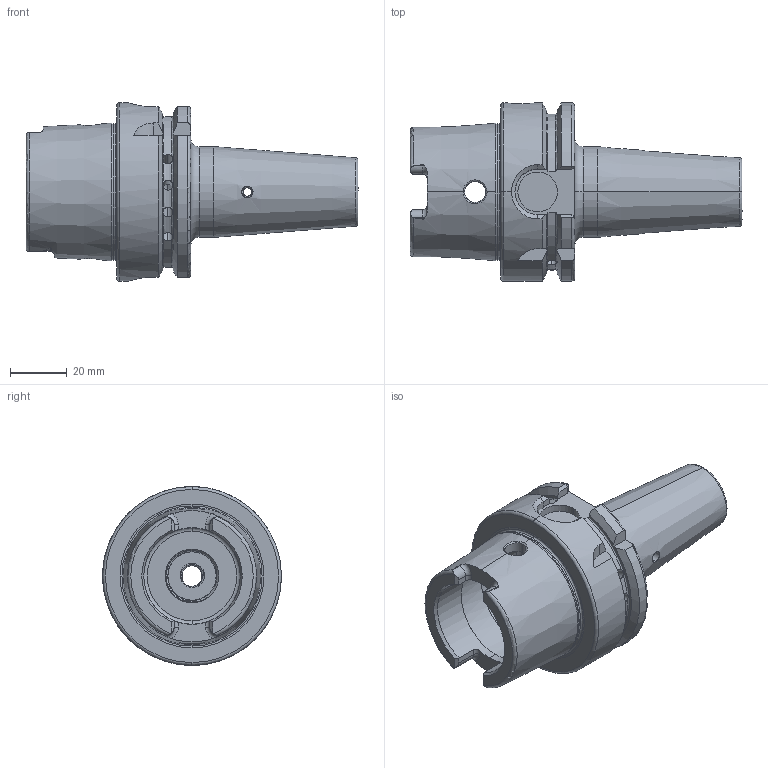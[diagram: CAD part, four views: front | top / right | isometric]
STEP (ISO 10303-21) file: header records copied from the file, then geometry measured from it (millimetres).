
FILE_DESCRIPTION (( 'STEP AP203' ), '1' );
FILE_NAME ('A63.70.10.K.STEP', '2016-11-17T02:26:30', ( '' ), ( '' ), 'SwSTEP 2.0', 'SolidWorks 2012', '' );
FILE_SCHEMA (( 'CONFIG_CONTROL_DESIGN' ));
Length unit declared in the file: millimetre
Products named in the file (1): A63.70.10.K
Bounding box: 117 x 63 x 63 mm (x, y, z)
Volume: 113576.6 mm3; surface area: 31412.3 mm2
Topology: 1 solids, 1 shells, 326 faces, 890 edges, 560 vertices
Faces by surface type: cylinder 170, plane 59, cone 44, torus 33, bspline 20
Entity records: 25235 total; most frequent: CARTESIAN_POINT 17879, ORIENTED_EDGE 1760, DIRECTION 1286, EDGE_CURVE 880, VERTEX_POINT 560, AXIS2_PLACEMENT_3D 502, EDGE_LOOP 344, FACE_OUTER_BOUND 326
